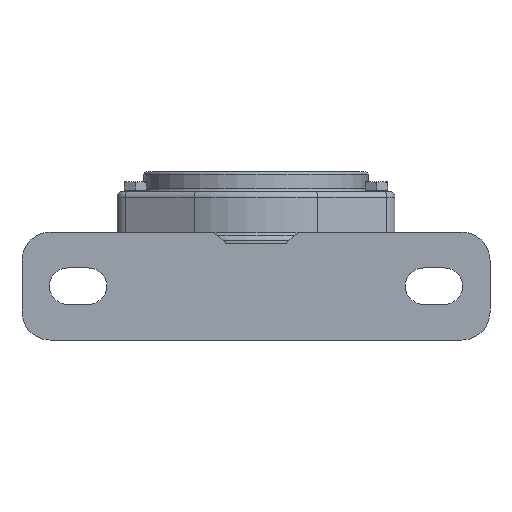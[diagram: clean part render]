
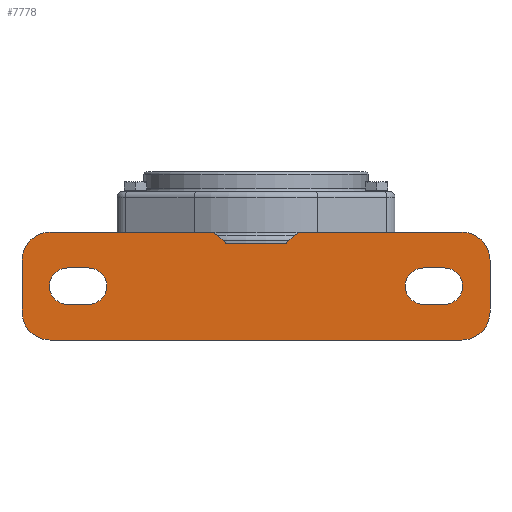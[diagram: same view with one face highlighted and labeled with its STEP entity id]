
A CAD part, front view. The second image highlights one B-rep face of the part: STEP entity #7778.
In plain terms, the highlighted planar face has unit normal (0, -1, 0).
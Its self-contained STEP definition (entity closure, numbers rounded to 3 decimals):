
#852=LINE($,#13054,#1229);
#910=LINE($,#13546,#1287);
#915=LINE($,#14159,#1292);
#917=LINE($,#14166,#1294);
#918=LINE($,#14170,#1295);
#919=LINE($,#14171,#1296);
#920=LINE($,#14173,#1297);
#921=LINE($,#14176,#1298);
#922=LINE($,#14181,#1299);
#923=LINE($,#14184,#1300);
#924=LINE($,#14187,#1301);
#925=LINE($,#14191,#1302);
#1229=VECTOR($,#10088,21.226);
#1287=VECTOR($,#10416,6.058);
#1292=VECTOR($,#10471,147.);
#1294=VECTOR($,#10479,18.5);
#1295=VECTOR($,#10482,58.337);
#1296=VECTOR($,#10483,6.058);
#1297=VECTOR($,#10484,58.337);
#1298=VECTOR($,#10487,18.5);
#1299=VECTOR($,#10490,7.5);
#1300=VECTOR($,#10493,7.5);
#1301=VECTOR($,#10494,7.5);
#1302=VECTOR($,#10497,7.5);
#1533=PLANE($,#8609);
#1724=FACE_BOUND($,#2794,.T.);
#1725=FACE_BOUND($,#2795,.T.);
#2227=FACE_OUTER_BOUND($,#2793,.T.);
#2793=EDGE_LOOP($,(#6675,#6676,#6677,#6678,#6679,#6680,#6681,#6682,#6683,
#6684,#6685,#6686));
#2794=EDGE_LOOP($,(#6687,#6688,#6689,#6690));
#2795=EDGE_LOOP($,(#6691,#6692,#6693,#6694));
#3321=CIRCLE($,#8605,10.);
#3322=CIRCLE($,#8608,10.);
#3323=CIRCLE($,#8610,10.);
#3324=CIRCLE($,#8611,10.);
#3325=CIRCLE($,#8612,6.5);
#3326=CIRCLE($,#8613,6.5);
#3327=CIRCLE($,#8614,6.5);
#3328=CIRCLE($,#8615,6.5);
#3830=VERTEX_POINT($,#13051);
#3831=VERTEX_POINT($,#13053);
#3940=VERTEX_POINT($,#13544);
#3949=VERTEX_POINT($,#14151);
#3950=VERTEX_POINT($,#14153);
#3951=VERTEX_POINT($,#14157);
#3952=VERTEX_POINT($,#14161);
#3953=VERTEX_POINT($,#14165);
#3954=VERTEX_POINT($,#14167);
#3955=VERTEX_POINT($,#14169);
#3956=VERTEX_POINT($,#14172);
#3957=VERTEX_POINT($,#14174);
#3958=VERTEX_POINT($,#14177);
#3959=VERTEX_POINT($,#14178);
#3960=VERTEX_POINT($,#14180);
#3961=VERTEX_POINT($,#14182);
#3962=VERTEX_POINT($,#14185);
#3963=VERTEX_POINT($,#14186);
#3964=VERTEX_POINT($,#14188);
#3965=VERTEX_POINT($,#14190);
#4705=EDGE_CURVE($,#3831,#3830,#852,.T.);
#4864=EDGE_CURVE($,#3940,#3830,#910,.T.);
#4892=EDGE_CURVE($,#3949,#3950,#3321,.T.);
#4895=EDGE_CURVE($,#3949,#3951,#915,.T.);
#4897=EDGE_CURVE($,#3952,#3951,#3322,.T.);
#4898=EDGE_CURVE($,#3953,#3952,#917,.T.);
#4899=EDGE_CURVE($,#3954,#3953,#3323,.T.);
#4900=EDGE_CURVE($,#3955,#3954,#918,.T.);
#4901=EDGE_CURVE($,#3831,#3955,#919,.T.);
#4902=EDGE_CURVE($,#3956,#3940,#920,.T.);
#4903=EDGE_CURVE($,#3957,#3956,#3324,.T.);
#4904=EDGE_CURVE($,#3957,#3950,#921,.T.);
#4905=EDGE_CURVE($,#3958,#3959,#3325,.T.);
#4906=EDGE_CURVE($,#3959,#3960,#922,.T.);
#4907=EDGE_CURVE($,#3960,#3961,#3326,.T.);
#4908=EDGE_CURVE($,#3961,#3958,#923,.T.);
#4909=EDGE_CURVE($,#3962,#3963,#924,.T.);
#4910=EDGE_CURVE($,#3963,#3964,#3327,.T.);
#4911=EDGE_CURVE($,#3964,#3965,#925,.T.);
#4912=EDGE_CURVE($,#3965,#3962,#3328,.T.);
#6675=ORIENTED_EDGE($,*,*,#4892,.F.);
#6676=ORIENTED_EDGE($,*,*,#4895,.T.);
#6677=ORIENTED_EDGE($,*,*,#4897,.F.);
#6678=ORIENTED_EDGE($,*,*,#4898,.F.);
#6679=ORIENTED_EDGE($,*,*,#4899,.F.);
#6680=ORIENTED_EDGE($,*,*,#4900,.F.);
#6681=ORIENTED_EDGE($,*,*,#4901,.F.);
#6682=ORIENTED_EDGE($,*,*,#4705,.T.);
#6683=ORIENTED_EDGE($,*,*,#4864,.F.);
#6684=ORIENTED_EDGE($,*,*,#4902,.F.);
#6685=ORIENTED_EDGE($,*,*,#4903,.F.);
#6686=ORIENTED_EDGE($,*,*,#4904,.T.);
#6687=ORIENTED_EDGE($,*,*,#4905,.T.);
#6688=ORIENTED_EDGE($,*,*,#4906,.T.);
#6689=ORIENTED_EDGE($,*,*,#4907,.T.);
#6690=ORIENTED_EDGE($,*,*,#4908,.T.);
#6691=ORIENTED_EDGE($,*,*,#4909,.T.);
#6692=ORIENTED_EDGE($,*,*,#4910,.T.);
#6693=ORIENTED_EDGE($,*,*,#4911,.T.);
#6694=ORIENTED_EDGE($,*,*,#4912,.T.);
#7778=ADVANCED_FACE($,(#2227,#1724,#1725),#1533,.T.);
#8605=AXIS2_PLACEMENT_3D($,#14154,#10465,#10466);
#8608=AXIS2_PLACEMENT_3D($,#14163,#10475,#10476);
#8609=AXIS2_PLACEMENT_3D($,#14164,#10477,#10478);
#8610=AXIS2_PLACEMENT_3D($,#14168,#10480,#10481);
#8611=AXIS2_PLACEMENT_3D($,#14175,#10485,#10486);
#8612=AXIS2_PLACEMENT_3D($,#14179,#10488,#10489);
#8613=AXIS2_PLACEMENT_3D($,#14183,#10491,#10492);
#8614=AXIS2_PLACEMENT_3D($,#14189,#10495,#10496);
#8615=AXIS2_PLACEMENT_3D($,#14192,#10498,#10499);
#10088=DIRECTION($,(-1.,0.,0.));
#10416=DIRECTION($,(0.751,0.,-0.66));
#10465=DIRECTION('center_axis',(0.,1.,0.));
#10466=DIRECTION('ref_axis',(-0.707,0.,-0.707));
#10471=DIRECTION($,(1.,0.,0.));
#10475=DIRECTION('center_axis',(0.,1.,0.));
#10476=DIRECTION('ref_axis',(0.707,0.,-0.707));
#10477=DIRECTION('center_axis',(0.,-1.,0.));
#10478=DIRECTION('ref_axis',(0.,0.,-1.));
#10479=DIRECTION($,(0.,0.,-1.));
#10480=DIRECTION('center_axis',(0.,1.,0.));
#10481=DIRECTION('ref_axis',(0.707,0.,0.707));
#10482=DIRECTION($,(1.,0.,0.));
#10483=DIRECTION($,(0.751,0.,0.66));
#10484=DIRECTION($,(1.,0.,0.));
#10485=DIRECTION('center_axis',(0.,1.,0.));
#10486=DIRECTION('ref_axis',(-0.707,0.,0.707));
#10487=DIRECTION($,(0.,0.,-1.));
#10488=DIRECTION('center_axis',(0.,1.,0.));
#10489=DIRECTION('ref_axis',(0.,0.,1.));
#10490=DIRECTION($,(1.,0.,0.));
#10491=DIRECTION('center_axis',(0.,1.,0.));
#10492=DIRECTION('ref_axis',(0.,0.,-1.));
#10493=DIRECTION($,(-1.,0.,0.));
#10494=DIRECTION($,(1.,0.,0.));
#10495=DIRECTION('center_axis',(0.,1.,0.));
#10496=DIRECTION('ref_axis',(0.,0.,-1.));
#10497=DIRECTION($,(-1.,0.,0.));
#10498=DIRECTION('center_axis',(0.,1.,0.));
#10499=DIRECTION('ref_axis',(0.,0.,1.));
#13051=CARTESIAN_POINT('',(-7.303,-95.503,-128.758));
#13053=CARTESIAN_POINT('',(13.923,-95.503,-128.758));
#13054=CARTESIAN_POINT($,(-38.44,-95.503,-128.758));
#13544=CARTESIAN_POINT('',(-11.853,-95.503,-124.758));
#13546=CARTESIAN_POINT($,(-36.268,-95.503,-103.296));
#14151=CARTESIAN_POINT('',(-70.19,-95.503,-163.258));
#14153=CARTESIAN_POINT('',(-80.19,-95.503,-153.258));
#14154=CARTESIAN_POINT('Origin',(-70.19,-95.503,-153.258));
#14157=CARTESIAN_POINT('',(76.81,-95.503,-163.258));
#14159=CARTESIAN_POINT($,(-80.19,-95.503,-163.258));
#14161=CARTESIAN_POINT('',(86.81,-95.503,-153.258));
#14163=CARTESIAN_POINT('Origin',(76.81,-95.503,-153.258));
#14164=CARTESIAN_POINT('Origin',(-80.19,-95.503,-124.758));
#14165=CARTESIAN_POINT('',(86.81,-95.503,-134.758));
#14166=CARTESIAN_POINT($,(86.81,-95.503,-124.758));
#14167=CARTESIAN_POINT('',(76.81,-95.503,-124.758));
#14168=CARTESIAN_POINT('Origin',(76.81,-95.503,-134.758));
#14169=CARTESIAN_POINT('',(18.473,-95.503,-124.758));
#14170=CARTESIAN_POINT($,(-80.19,-95.503,-124.758));
#14171=CARTESIAN_POINT($,(-10.211,-95.503,-149.974));
#14172=CARTESIAN_POINT('',(-70.19,-95.503,-124.758));
#14173=CARTESIAN_POINT($,(-80.19,-95.503,-124.758));
#14174=CARTESIAN_POINT('',(-80.19,-95.503,-134.758));
#14175=CARTESIAN_POINT('Origin',(-70.19,-95.503,-134.758));
#14176=CARTESIAN_POINT($,(-80.19,-95.503,-124.758));
#14177=CARTESIAN_POINT('',(63.06,-95.503,-150.508));
#14178=CARTESIAN_POINT('',(63.06,-95.503,-137.508));
#14179=CARTESIAN_POINT('Origin',(63.06,-95.503,-144.008));
#14180=CARTESIAN_POINT('',(70.56,-95.503,-137.508));
#14181=CARTESIAN_POINT($,(-4.815,-95.503,-137.508));
#14182=CARTESIAN_POINT('',(70.56,-95.503,-150.508));
#14183=CARTESIAN_POINT('Origin',(70.56,-95.503,-144.008));
#14184=CARTESIAN_POINT($,(-8.565,-95.503,-150.508));
#14185=CARTESIAN_POINT('',(-63.94,-95.503,-137.508));
#14186=CARTESIAN_POINT('',(-56.44,-95.503,-137.508));
#14187=CARTESIAN_POINT($,(-68.315,-95.503,-137.508));
#14188=CARTESIAN_POINT('',(-56.44,-95.503,-150.508));
#14189=CARTESIAN_POINT('Origin',(-56.44,-95.503,-144.008));
#14190=CARTESIAN_POINT('',(-63.94,-95.503,-150.508));
#14191=CARTESIAN_POINT($,(-72.065,-95.503,-150.508));
#14192=CARTESIAN_POINT('Origin',(-63.94,-95.503,-144.008));
